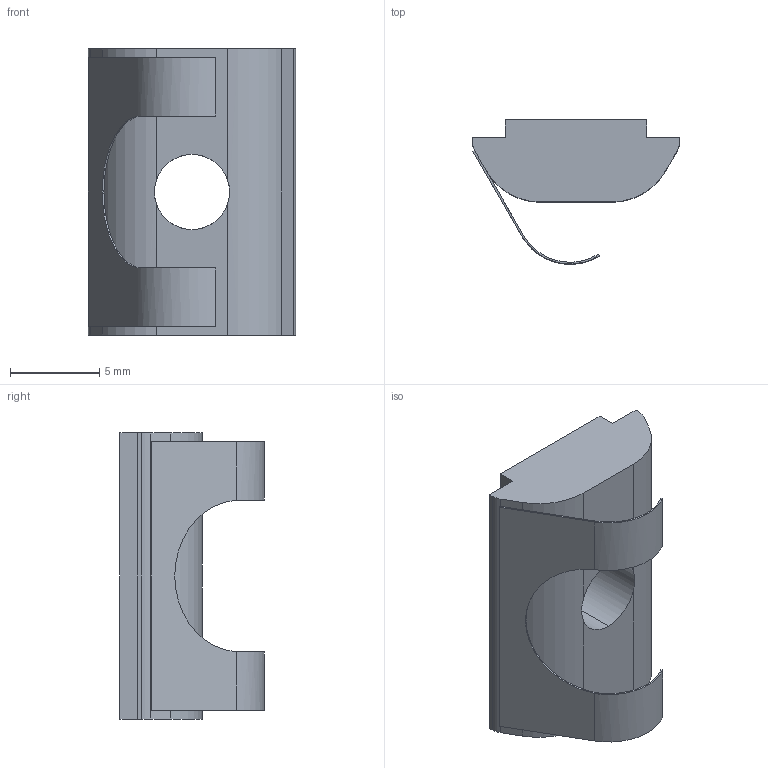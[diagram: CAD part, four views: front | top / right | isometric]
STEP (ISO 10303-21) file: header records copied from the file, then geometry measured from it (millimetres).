
FILE_DESCRIPTION (( 'STEP AP214' ), '1' );
FILE_NAME ('6218241', '2019-02-04T08:31:39', ( '' ), ('JUGARD+KÜNSTNER GmbH'), 'SwSTEP 2.0', 'SolidWorks 2017', '' );
FILE_SCHEMA (( 'AUTOMOTIVE_DESIGN' ));
Length unit declared in the file: millimetre
Products named in the file (1): 6218241_CNAJF00
Bounding box: 11.6 x 8.06 x 16 mm (x, y, z)
Volume: 629.6 mm3; surface area: 726.7 mm2
Topology: 1 solids, 1 shells, 35 faces, 98 edges, 64 vertices
Faces by surface type: plane 24, cylinder 11
Entity records: 1192 total; most frequent: CARTESIAN_POINT 214, ORIENTED_EDGE 196, DIRECTION 190, EDGE_CURVE 98, LINE 70, VECTOR 70, VERTEX_POINT 64, AXIS2_PLACEMENT_3D 60
